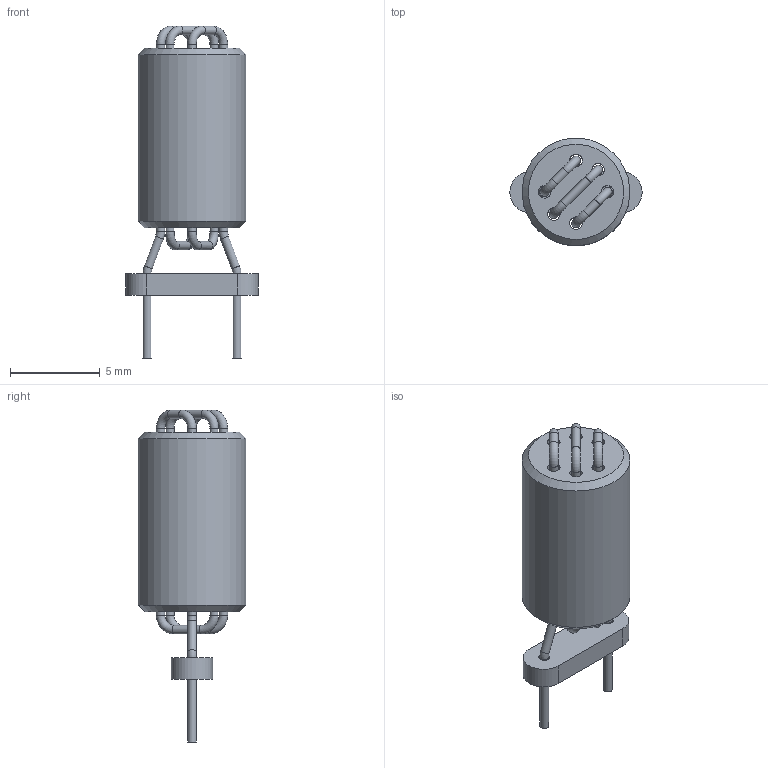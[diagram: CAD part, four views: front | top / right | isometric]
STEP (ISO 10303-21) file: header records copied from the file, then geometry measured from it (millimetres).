
FILE_DESCRIPTION(/* description */ ('Unknown'),/* implementation_level */ '2;1');
FILE_NAME(/* name */ 'FB_Wurth_WE-UKW_74275223',/* time_stamp */ '2025-09-10T15:53:42+08:00',/* author */ ('Unknown'),/* organization */ ('Unknown'),/* preprocessor_version */ 'ST-DEVELOPER v19.4',/* originating_system */ 'Solid Edge',/* authorisation */ 'Unknown');
FILE_SCHEMA (('AUTOMOTIVE_DESIGN {1 0 10303 214 3 1 1}'));
Length unit declared in the file: millimetre
Products named in the file (2): FB_Wurth_WE-UKW_74275223
Assembly tree (1 placements, depth 2):
  FB_Wurth_WE-UKW_74275223
    FB_Wurth_WE-UKW_74275223
Bounding box: 7.37 x 5.98 x 18.5 mm (x, y, z)
Volume: 293.1 mm3; surface area: 565.6 mm2
Topology: 3 solids, 3 shells, 50 faces, 106 edges, 62 vertices
Faces by surface type: cylinder 26, torus 14, plane 8, cone 2
Full cylindrical faces by diameter (mm): 0.48 x15, 0.6 x2, 0.7 x6, 6 x1
Entity records: 1192 total; most frequent: DIRECTION 220, CARTESIAN_POINT 172, ORIENTED_EDGE 124, EDGE_LOOP 106, FACE_BOUND 106, AXIS2_PLACEMENT_3D 106, EDGE_CURVE 62, VERTEX_POINT 58
